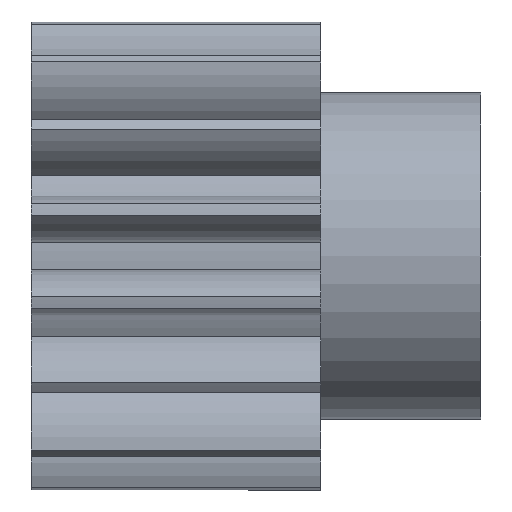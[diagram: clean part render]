
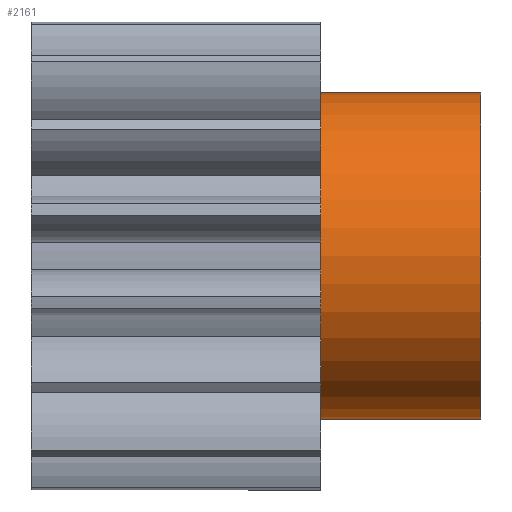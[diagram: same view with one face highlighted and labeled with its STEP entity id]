
A CAD part, front view. The second image highlights one B-rep face of the part: STEP entity #2161.
In plain terms, the highlighted cylindrical face has radius 4.325 mm (diameter 8.65 mm), a partial arc.
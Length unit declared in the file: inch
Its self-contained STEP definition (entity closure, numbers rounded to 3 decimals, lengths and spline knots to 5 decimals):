
#27 = CARTESIAN_POINT ( 'NONE',  ( -0.1289, 0.04436, 0.06515 ) ) ;
#115 = VERTEX_POINT ( 'NONE', #293 ) ;
#188 = AXIS2_PLACEMENT_3D ( 'NONE', #1388, #313, #2335 ) ;
#293 = CARTESIAN_POINT ( 'NONE',  ( -0.1289, 0.04436, 0.23543 ) ) ;
#313 = DIRECTION ( 'NONE',  ( -1., 0., 0. ) ) ;
#417 = ORIENTED_EDGE ( 'NONE', *, *, #2349, .F. ) ;
#551 = DIRECTION ( 'NONE',  ( 0., 0., -1. ) ) ;
#559 = VECTOR ( 'NONE', #2175, 39.37008 ) ;
#623 = CARTESIAN_POINT ( 'NONE',  ( -0.1289, 0.04436, -0.10512 ) ) ;
#680 = DIRECTION ( 'NONE',  ( 0., 0., -1. ) ) ;
#738 = VERTEX_POINT ( 'NONE', #770 ) ;
#770 = CARTESIAN_POINT ( 'NONE',  ( 0.03842, 0.04436, 0.23543 ) ) ;
#793 = CYLINDRICAL_SURFACE ( 'NONE', #188, 0.17028 ) ;
#912 = FACE_OUTER_BOUND ( 'NONE', #2607, .T. ) ;
#1039 = CIRCLE ( 'NONE', #2573, 0.17028 ) ;
#1204 = VERTEX_POINT ( 'NONE', #2627 ) ;
#1206 = VECTOR ( 'NONE', #1250, 39.37008 ) ;
#1224 = EDGE_CURVE ( 'NONE', #738, #115, #2483, .T. ) ;
#1249 = DIRECTION ( 'NONE',  ( 1., 0., 0. ) ) ;
#1250 = DIRECTION ( 'NONE',  ( -1., 0., 0. ) ) ;
#1388 = CARTESIAN_POINT ( 'NONE',  ( 0.03842, 0.04436, 0.06515 ) ) ;
#1410 = CIRCLE ( 'NONE', #2532, 0.17028 ) ;
#1426 = DIRECTION ( 'NONE',  ( 1., 0., 0. ) ) ;
#1444 = ORIENTED_EDGE ( 'NONE', *, *, #1224, .T. ) ;
#1653 = ORIENTED_EDGE ( 'NONE', *, *, #1997, .T. ) ;
#1668 = VERTEX_POINT ( 'NONE', #623 ) ;
#1711 = CARTESIAN_POINT ( 'NONE',  ( 0.03842, 0.04436, 0.23543 ) ) ;
#1782 = EDGE_CURVE ( 'NONE', #738, #1204, #1039, .T. ) ;
#1826 = CARTESIAN_POINT ( 'NONE',  ( 0.03842, 0.04436, 0.06515 ) ) ;
#1961 = ORIENTED_EDGE ( 'NONE', *, *, #1782, .F. ) ;
#1997 = EDGE_CURVE ( 'NONE', #115, #1668, #1410, .T. ) ;
#2161 = ADVANCED_FACE ( 'NONE', ( #912 ), #793, .T. ) ;
#2175 = DIRECTION ( 'NONE',  ( -1., 0., 0. ) ) ;
#2260 = LINE ( 'NONE', #2356, #559 ) ;
#2335 = DIRECTION ( 'NONE',  ( 0., 0., 1. ) ) ;
#2349 = EDGE_CURVE ( 'NONE', #1204, #1668, #2260, .T. ) ;
#2356 = CARTESIAN_POINT ( 'NONE',  ( 0.03842, 0.04436, -0.10512 ) ) ;
#2483 = LINE ( 'NONE', #1711, #1206 ) ;
#2532 = AXIS2_PLACEMENT_3D ( 'NONE', #27, #1249, #680 ) ;
#2573 = AXIS2_PLACEMENT_3D ( 'NONE', #1826, #1426, #551 ) ;
#2607 = EDGE_LOOP ( 'NONE', ( #417, #1961, #1444, #1653 ) ) ;
#2627 = CARTESIAN_POINT ( 'NONE',  ( 0.03842, 0.04436, -0.10512 ) ) ;
